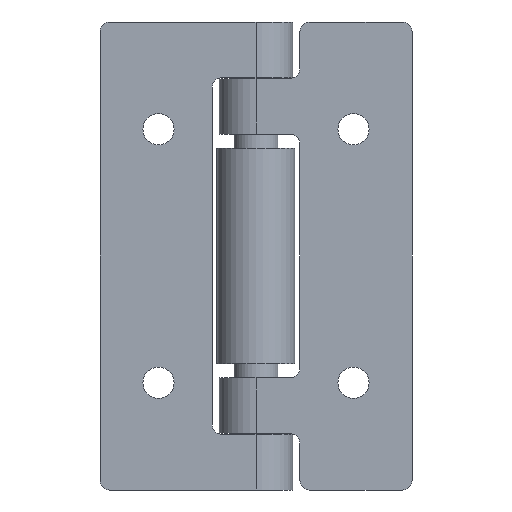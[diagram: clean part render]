
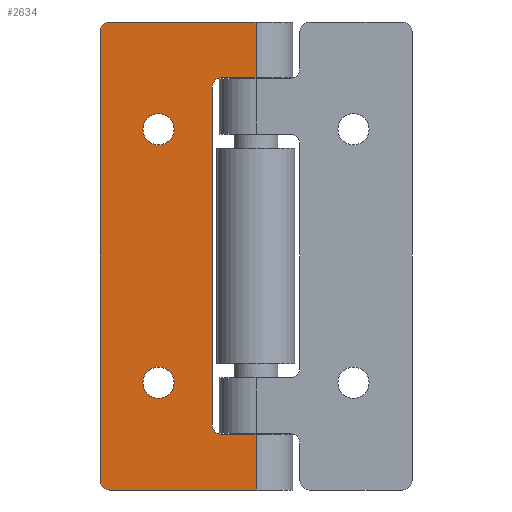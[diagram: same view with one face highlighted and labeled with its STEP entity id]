
A CAD part, front view. The second image highlights one B-rep face of the part: STEP entity #2634.
In plain terms, the highlighted planar face has unit normal (0, -1, 0).
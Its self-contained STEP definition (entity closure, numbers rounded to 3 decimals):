
#266 = EDGE_CURVE ( 'NONE', #2801, #2798, #1043, .T. ) ;
#270 = ORIENTED_EDGE ( 'NONE', *, *, #2800, .F. ) ;
#327 = EDGE_CURVE ( 'NONE', #328, #377, #1226, .T. ) ;
#328 = VERTEX_POINT ( 'NONE', #1222 ) ;
#329 = ORIENTED_EDGE ( 'NONE', *, *, #330, .F. ) ;
#330 = EDGE_CURVE ( 'NONE', #331, #328, #1221, .T. ) ;
#331 = VERTEX_POINT ( 'NONE', #1217 ) ;
#332 = ORIENTED_EDGE ( 'NONE', *, *, #333, .F. ) ;
#333 = EDGE_CURVE ( 'NONE', #334, #331, #1216, .T. ) ;
#334 = VERTEX_POINT ( 'NONE', #1211 ) ;
#335 = ORIENTED_EDGE ( 'NONE', *, *, #336, .F. ) ;
#336 = EDGE_CURVE ( 'NONE', #337, #334, #1210, .T. ) ;
#337 = VERTEX_POINT ( 'NONE', #1206 ) ;
#338 = ORIENTED_EDGE ( 'NONE', *, *, #339, .F. ) ;
#339 = EDGE_CURVE ( 'NONE', #2643, #337, #1205, .T. ) ;
#340 = EDGE_LOOP ( 'NONE', ( #341, #270 ) ) ;
#341 = ORIENTED_EDGE ( 'NONE', *, *, #266, .F. ) ;
#365 = VERTEX_POINT ( 'NONE', #1263 ) ;
#366 = ORIENTED_EDGE ( 'NONE', *, *, #367, .T. ) ;
#367 = EDGE_CURVE ( 'NONE', #365, #368, #1262, .T. ) ;
#368 = VERTEX_POINT ( 'NONE', #1257 ) ;
#369 = ORIENTED_EDGE ( 'NONE', *, *, #370, .T. ) ;
#370 = EDGE_CURVE ( 'NONE', #368, #371, #1256, .T. ) ;
#371 = VERTEX_POINT ( 'NONE', #1252 ) ;
#372 = ORIENTED_EDGE ( 'NONE', *, *, #373, .F. ) ;
#373 = EDGE_CURVE ( 'NONE', #374, #371, #1251, .T. ) ;
#374 = VERTEX_POINT ( 'NONE', #1247 ) ;
#375 = ORIENTED_EDGE ( 'NONE', *, *, #376, .F. ) ;
#376 = EDGE_CURVE ( 'NONE', #377, #374, #1246, .T. ) ;
#377 = VERTEX_POINT ( 'NONE', #1242 ) ;
#1040 = DIRECTION ( 'NONE',  ( -1., 0., 0. ) ) ;
#1041 = DIRECTION ( 'NONE',  ( 0., -1., 0. ) ) ;
#1042 = AXIS2_PLACEMENT_3D ( 'NONE', #1117, #1041, #1040 ) ;
#1043 = CIRCLE ( 'NONE', #1042, 1.6 ) ;
#1108 = DIRECTION ( 'NONE',  ( 0., 0., -1. ) ) ;
#1109 = VECTOR ( 'NONE', #1108, 1000. ) ;
#1110 = CARTESIAN_POINT ( 'NONE',  ( 0., -3.75, 24. ) ) ;
#1117 = CARTESIAN_POINT ( 'NONE',  ( -10., -3.75, 13. ) ) ;
#1205 = LINE ( 'NONE', #1110, #1109 ) ;
#1206 = CARTESIAN_POINT ( 'NONE',  ( 0., -3.75, 18.3 ) ) ;
#1207 = DIRECTION ( 'NONE',  ( -1., 0., 0. ) ) ;
#1208 = VECTOR ( 'NONE', #1207, 1000. ) ;
#1209 = CARTESIAN_POINT ( 'NONE',  ( 0., -3.75, 18.3 ) ) ;
#1210 = LINE ( 'NONE', #1209, #1208 ) ;
#1211 = CARTESIAN_POINT ( 'NONE',  ( -3.5, -3.75, 18.3 ) ) ;
#1212 = DIRECTION ( 'NONE',  ( -1., 0., 0. ) ) ;
#1213 = DIRECTION ( 'NONE',  ( 0., -1., 0. ) ) ;
#1214 = CARTESIAN_POINT ( 'NONE',  ( -3.5, -3.75, 17.3 ) ) ;
#1215 = AXIS2_PLACEMENT_3D ( 'NONE', #1214, #1213, #1212 ) ;
#1216 = CIRCLE ( 'NONE', #1215, 1. ) ;
#1217 = CARTESIAN_POINT ( 'NONE',  ( -4.5, -3.75, 17.3 ) ) ;
#1218 = DIRECTION ( 'NONE',  ( 0., 0., -1. ) ) ;
#1219 = VECTOR ( 'NONE', #1218, 1000. ) ;
#1220 = CARTESIAN_POINT ( 'NONE',  ( -4.5, -3.75, 24. ) ) ;
#1221 = LINE ( 'NONE', #1220, #1219 ) ;
#1222 = CARTESIAN_POINT ( 'NONE',  ( -4.5, -3.75, -17.3 ) ) ;
#1223 = DIRECTION ( 'NONE',  ( -1., 0., 0. ) ) ;
#1224 = DIRECTION ( 'NONE',  ( 0., -1., 0. ) ) ;
#1225 = AXIS2_PLACEMENT_3D ( 'NONE', #1231, #1224, #1223 ) ;
#1226 = CIRCLE ( 'NONE', #1225, 1. ) ;
#1231 = CARTESIAN_POINT ( 'NONE',  ( -3.5, -3.75, -17.3 ) ) ;
#1242 = CARTESIAN_POINT ( 'NONE',  ( -3.5, -3.75, -18.3 ) ) ;
#1243 = DIRECTION ( 'NONE',  ( 1., 0., 0. ) ) ;
#1244 = VECTOR ( 'NONE', #1243, 1000. ) ;
#1245 = CARTESIAN_POINT ( 'NONE',  ( 0., -3.75, -18.3 ) ) ;
#1246 = LINE ( 'NONE', #1245, #1244 ) ;
#1247 = CARTESIAN_POINT ( 'NONE',  ( 0., -3.75, -18.3 ) ) ;
#1248 = DIRECTION ( 'NONE',  ( 0., 0., -1. ) ) ;
#1249 = VECTOR ( 'NONE', #1248, 1000. ) ;
#1250 = CARTESIAN_POINT ( 'NONE',  ( 0., -3.75, 24. ) ) ;
#1251 = LINE ( 'NONE', #1250, #1249 ) ;
#1252 = CARTESIAN_POINT ( 'NONE',  ( 0., -3.75, -24. ) ) ;
#1253 = DIRECTION ( 'NONE',  ( 1., 0., 0. ) ) ;
#1254 = VECTOR ( 'NONE', #1253, 1000. ) ;
#1255 = CARTESIAN_POINT ( 'NONE',  ( 0., -3.75, -24. ) ) ;
#1256 = LINE ( 'NONE', #1255, #1254 ) ;
#1257 = CARTESIAN_POINT ( 'NONE',  ( -15., -3.75, -24. ) ) ;
#1258 = DIRECTION ( 'NONE',  ( -1., 0., 0. ) ) ;
#1259 = DIRECTION ( 'NONE',  ( 0., -1., 0. ) ) ;
#1260 = CARTESIAN_POINT ( 'NONE',  ( -15., -3.75, -23. ) ) ;
#1261 = AXIS2_PLACEMENT_3D ( 'NONE', #1260, #1259, #1258 ) ;
#1262 = CIRCLE ( 'NONE', #1261, 1. ) ;
#1263 = CARTESIAN_POINT ( 'NONE',  ( -16., -3.75, -23. ) ) ;
#1524 = CARTESIAN_POINT ( 'NONE',  ( -10., -3.75, -13. ) ) ;
#1525 = AXIS2_PLACEMENT_3D ( 'NONE', #1524, #1587, #1586 ) ;
#1526 = CIRCLE ( 'NONE', #1525, 1.6 ) ;
#1527 = DIRECTION ( 'NONE',  ( -1., 0., 0. ) ) ;
#1528 = DIRECTION ( 'NONE',  ( 0., 1., 0. ) ) ;
#1529 = CARTESIAN_POINT ( 'NONE',  ( 0., -3.75, 24. ) ) ;
#1530 = AXIS2_PLACEMENT_3D ( 'NONE', #1529, #1528, #1527 ) ;
#1531 = PLANE ( 'NONE',  #1530 ) ;
#1532 = FACE_BOUND ( 'NONE', #340, .T. ) ;
#1533 = FACE_OUTER_BOUND ( 'NONE', #2639, .T. ) ;
#1534 = FACE_BOUND ( 'NONE', #2635, .T. ) ;
#1580 = CARTESIAN_POINT ( 'NONE',  ( 0., -3.75, 24. ) ) ;
#1581 = CARTESIAN_POINT ( 'NONE',  ( -15., -3.75, 24. ) ) ;
#1582 = DIRECTION ( 'NONE',  ( 1., 0., 0. ) ) ;
#1583 = VECTOR ( 'NONE', #1582, 1000. ) ;
#1584 = CARTESIAN_POINT ( 'NONE',  ( 0., -3.75, 24. ) ) ;
#1585 = LINE ( 'NONE', #1584, #1583 ) ;
#1586 = DIRECTION ( 'NONE',  ( -1., 0., 0. ) ) ;
#1587 = DIRECTION ( 'NONE',  ( 0., -1., 0. ) ) ;
#1609 = CARTESIAN_POINT ( 'NONE',  ( -10., -3.75, -14.6 ) ) ;
#1610 = DIRECTION ( 'NONE',  ( -1., 0., 0. ) ) ;
#1611 = DIRECTION ( 'NONE',  ( 0., -1., 0. ) ) ;
#1612 = CARTESIAN_POINT ( 'NONE',  ( -10., -3.75, -13. ) ) ;
#1613 = AXIS2_PLACEMENT_3D ( 'NONE', #1612, #1611, #1610 ) ;
#1614 = CIRCLE ( 'NONE', #1613, 1.6 ) ;
#1615 = CARTESIAN_POINT ( 'NONE',  ( -10., -3.75, -11.4 ) ) ;
#1908 = CARTESIAN_POINT ( 'NONE',  ( -16., -3.75, 23. ) ) ;
#1909 = DIRECTION ( 'NONE',  ( -1., 0., 0. ) ) ;
#1910 = DIRECTION ( 'NONE',  ( 0., -1., 0. ) ) ;
#1911 = AXIS2_PLACEMENT_3D ( 'NONE', #1917, #1910, #1909 ) ;
#1912 = CIRCLE ( 'NONE', #1911, 1. ) ;
#1917 = CARTESIAN_POINT ( 'NONE',  ( -15., -3.75, 23. ) ) ;
#1920 = CARTESIAN_POINT ( 'NONE',  ( -10., -3.75, 11.4 ) ) ;
#1921 = DIRECTION ( 'NONE',  ( -1., 0., 0. ) ) ;
#1922 = DIRECTION ( 'NONE',  ( 0., -1., 0. ) ) ;
#1923 = CARTESIAN_POINT ( 'NONE',  ( -10., -3.75, 13. ) ) ;
#1924 = AXIS2_PLACEMENT_3D ( 'NONE', #1923, #1922, #1921 ) ;
#1925 = CIRCLE ( 'NONE', #1924, 1.6 ) ;
#1926 = CARTESIAN_POINT ( 'NONE',  ( -10., -3.75, 14.6 ) ) ;
#2005 = DIRECTION ( 'NONE',  ( 0., 0., -1. ) ) ;
#2006 = VECTOR ( 'NONE', #2005, 1000. ) ;
#2007 = CARTESIAN_POINT ( 'NONE',  ( -16., -3.75, 24. ) ) ;
#2008 = LINE ( 'NONE', #2007, #2006 ) ;
#2634 = ADVANCED_FACE ( 'NONE', ( #1534, #1533, #1532 ), #1531, .F. ) ;
#2635 = EDGE_LOOP ( 'NONE', ( #2636, #2638 ) ) ;
#2636 = ORIENTED_EDGE ( 'NONE', *, *, #2637, .F. ) ;
#2637 = EDGE_CURVE ( 'NONE', #2689, #2686, #1526, .T. ) ;
#2638 = ORIENTED_EDGE ( 'NONE', *, *, #2688, .F. ) ;
#2639 = EDGE_LOOP ( 'NONE', ( #2640, #2804, #2807, #366, #369, #372, #375, #2709, #329, #332, #335, #338 ) ) ;
#2640 = ORIENTED_EDGE ( 'NONE', *, *, #2641, .F. ) ;
#2641 = EDGE_CURVE ( 'NONE', #2642, #2643, #1585, .T. ) ;
#2642 = VERTEX_POINT ( 'NONE', #1581 ) ;
#2643 = VERTEX_POINT ( 'NONE', #1580 ) ;
#2686 = VERTEX_POINT ( 'NONE', #1615 ) ;
#2688 = EDGE_CURVE ( 'NONE', #2686, #2689, #1614, .T. ) ;
#2689 = VERTEX_POINT ( 'NONE', #1609 ) ;
#2709 = ORIENTED_EDGE ( 'NONE', *, *, #327, .F. ) ;
#2798 = VERTEX_POINT ( 'NONE', #1926 ) ;
#2800 = EDGE_CURVE ( 'NONE', #2798, #2801, #1925, .T. ) ;
#2801 = VERTEX_POINT ( 'NONE', #1920 ) ;
#2804 = ORIENTED_EDGE ( 'NONE', *, *, #2805, .T. ) ;
#2805 = EDGE_CURVE ( 'NONE', #2642, #2806, #1912, .T. ) ;
#2806 = VERTEX_POINT ( 'NONE', #1908 ) ;
#2807 = ORIENTED_EDGE ( 'NONE', *, *, #2808, .T. ) ;
#2808 = EDGE_CURVE ( 'NONE', #2806, #365, #2008, .T. ) ;
